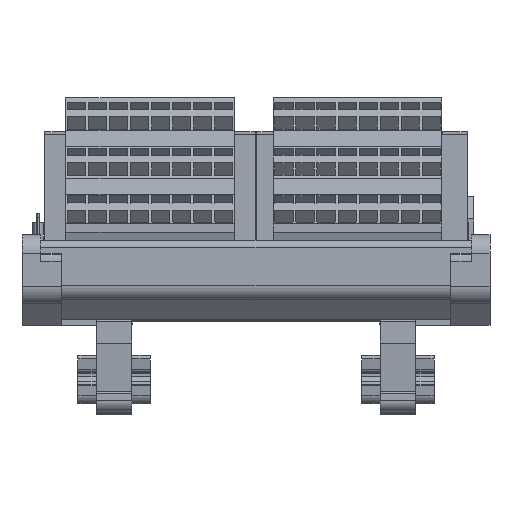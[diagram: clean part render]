
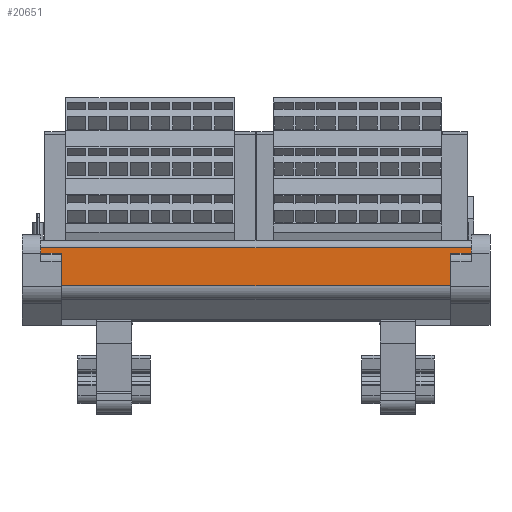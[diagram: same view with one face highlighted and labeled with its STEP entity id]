
A CAD part, front view. The second image highlights one B-rep face of the part: STEP entity #20651.
In plain terms, the highlighted planar face has unit normal (0, -1, 0).
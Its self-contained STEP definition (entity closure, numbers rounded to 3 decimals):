
#20594=AXIS2_PLACEMENT_3D('Plane Axis2P3D',#20591,#20592,#20593) ;
#19796=CARTESIAN_POINT('Vertex',(108.5,2.099,38.052)) ;
#20225=CARTESIAN_POINT('Vertex',(4.5,2.099,40.202)) ;
#20228=CARTESIAN_POINT('Line Origine',(113.,2.099,40.202)) ;
#20232=CARTESIAN_POINT('Vertex',(108.5,2.099,40.202)) ;
#20591=CARTESIAN_POINT('Axis2P3D Location',(113.,2.099,40.202)) ;
#20596=CARTESIAN_POINT('Line Origine',(108.5,2.099,39.127)) ;
#20601=CARTESIAN_POINT('Line Origine',(4.5,2.099,39.127)) ;
#20605=CARTESIAN_POINT('Vertex',(4.5,2.099,38.052)) ;
#20608=CARTESIAN_POINT('Line Origine',(4.5,2.099,37.302)) ;
#20612=CARTESIAN_POINT('Vertex',(4.5,2.099,36.552)) ;
#20615=CARTESIAN_POINT('Line Origine',(4.5,2.099,33.763)) ;
#20619=CARTESIAN_POINT('Vertex',(4.5,2.099,30.973)) ;
#20622=CARTESIAN_POINT('Line Origine',(56.5,2.099,30.973)) ;
#20626=CARTESIAN_POINT('Vertex',(108.5,2.099,30.973)) ;
#20629=CARTESIAN_POINT('Line Origine',(108.5,2.099,33.763)) ;
#20633=CARTESIAN_POINT('Vertex',(108.5,2.099,36.552)) ;
#20636=CARTESIAN_POINT('Line Origine',(108.5,2.099,37.302)) ;
#20229=DIRECTION('Vector Direction',(-1.,0.,0.)) ;
#20592=DIRECTION('Axis2P3D Direction',(0.,1.,0.)) ;
#20593=DIRECTION('Axis2P3D XDirection',(-1.,0.,0.)) ;
#20597=DIRECTION('Vector Direction',(0.,0.,-1.)) ;
#20602=DIRECTION('Vector Direction',(0.,0.,-1.)) ;
#20609=DIRECTION('Vector Direction',(0.,0.,-1.)) ;
#20616=DIRECTION('Vector Direction',(0.,0.,-1.)) ;
#20623=DIRECTION('Vector Direction',(-1.,0.,0.)) ;
#20630=DIRECTION('Vector Direction',(0.,0.,-1.)) ;
#20637=DIRECTION('Vector Direction',(0.,0.,-1.)) ;
#20230=VECTOR('Line Direction',#20229,1.) ;
#20598=VECTOR('Line Direction',#20597,1.) ;
#20603=VECTOR('Line Direction',#20602,1.) ;
#20610=VECTOR('Line Direction',#20609,1.) ;
#20617=VECTOR('Line Direction',#20616,1.) ;
#20624=VECTOR('Line Direction',#20623,1.) ;
#20631=VECTOR('Line Direction',#20630,1.) ;
#20638=VECTOR('Line Direction',#20637,1.) ;
#20642=ORIENTED_EDGE('',*,*,#20600,.F.) ;
#20643=ORIENTED_EDGE('',*,*,#20234,.T.) ;
#20644=ORIENTED_EDGE('',*,*,#20607,.T.) ;
#20645=ORIENTED_EDGE('',*,*,#20614,.T.) ;
#20646=ORIENTED_EDGE('',*,*,#20621,.T.) ;
#20647=ORIENTED_EDGE('',*,*,#20628,.F.) ;
#20648=ORIENTED_EDGE('',*,*,#20635,.F.) ;
#20649=ORIENTED_EDGE('',*,*,#20640,.F.) ;
#20651=ADVANCED_FACE('Combine1',(#20650),#20595,.F.) ;
#20234=EDGE_CURVE('',#20233,#20226,#20231,.T.) ;
#20600=EDGE_CURVE('',#20233,#19797,#20599,.T.) ;
#20607=EDGE_CURVE('',#20226,#20606,#20604,.T.) ;
#20614=EDGE_CURVE('',#20606,#20613,#20611,.T.) ;
#20621=EDGE_CURVE('',#20613,#20620,#20618,.T.) ;
#20628=EDGE_CURVE('',#20627,#20620,#20625,.T.) ;
#20635=EDGE_CURVE('',#20634,#20627,#20632,.T.) ;
#20640=EDGE_CURVE('',#19797,#20634,#20639,.T.) ;
#20641=EDGE_LOOP('',(#20642,#20643,#20644,#20645,#20646,#20647,#20648,#20649)) ;
#20650=FACE_OUTER_BOUND('',#20641,.T.) ;
#20231=LINE('Line',#20228,#20230) ;
#20599=LINE('Line',#20596,#20598) ;
#20604=LINE('Line',#20601,#20603) ;
#20611=LINE('Line',#20608,#20610) ;
#20618=LINE('Line',#20615,#20617) ;
#20625=LINE('Line',#20622,#20624) ;
#20632=LINE('Line',#20629,#20631) ;
#20639=LINE('Line',#20636,#20638) ;
#20595=PLANE('',#20594) ;
#19797=VERTEX_POINT('',#19796) ;
#20226=VERTEX_POINT('',#20225) ;
#20233=VERTEX_POINT('',#20232) ;
#20606=VERTEX_POINT('',#20605) ;
#20613=VERTEX_POINT('',#20612) ;
#20620=VERTEX_POINT('',#20619) ;
#20627=VERTEX_POINT('',#20626) ;
#20634=VERTEX_POINT('',#20633) ;
